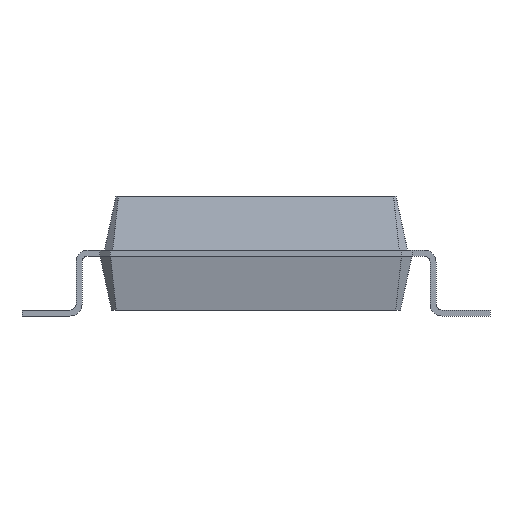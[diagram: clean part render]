
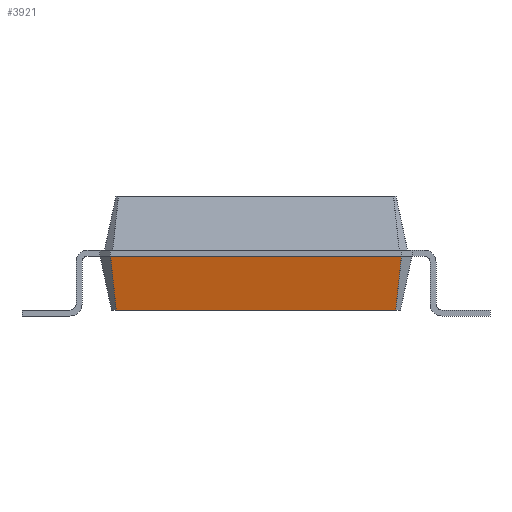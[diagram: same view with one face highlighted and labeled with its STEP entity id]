
A CAD part, left-side view. The second image highlights one B-rep face of the part: STEP entity #3921.
In plain terms, the highlighted free-form (B-spline) face has degree [1, 1] with [2, 2] control points.
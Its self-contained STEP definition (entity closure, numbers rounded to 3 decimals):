
#810 = PLANE('',#811);
#811 = AXIS2_PLACEMENT_3D('',#812,#813,#814);
#812 = CARTESIAN_POINT('',(-2.909,-2.329,0.1));
#813 = DIRECTION('',(0.,0.,1.));
#814 = DIRECTION('',(0.781,0.625,0.));
#837 = B_SPLINE_SURFACE_WITH_KNOTS('',1,1,(
    (#838,#839)
    ,(#840,#841
    )),.UNSPECIFIED.,.F.,.F.,.F.,(2,2),(2,2),(0.,0.247),(0.,1.)
  ,.PIECEWISE_BEZIER_KNOTS.);
#838 = CARTESIAN_POINT('',(-2.829,-2.409,0.1));
#839 = CARTESIAN_POINT('',(-2.925,-2.6,1.));
#840 = CARTESIAN_POINT('',(-2.909,-2.329,0.1));
#841 = CARTESIAN_POINT('',(-3.1,-2.425,1.));
#1641 = EDGE_CURVE('',#1642,#1644,#1646,.T.);
#1642 = VERTEX_POINT('',#1643);
#1643 = CARTESIAN_POINT('',(-2.909,-2.329,0.1));
#1644 = VERTEX_POINT('',#1645);
#1645 = CARTESIAN_POINT('',(-2.909,2.329,0.1));
#1646 = SURFACE_CURVE('',#1647,(#1651,#1658),.PCURVE_S1.);
#1647 = LINE('',#1648,#1649);
#1648 = CARTESIAN_POINT('',(-2.909,-2.329,0.1));
#1649 = VECTOR('',#1650,1.);
#1650 = DIRECTION('',(0.,1.,0.));
#1651 = PCURVE('',#810,#1652);
#1652 = DEFINITIONAL_REPRESENTATION('',(#1653),#1657);
#1653 = LINE('',#1654,#1655);
#1654 = CARTESIAN_POINT('',(0.,0.));
#1655 = VECTOR('',#1656,1.);
#1656 = DIRECTION('',(0.625,0.781));
#1657 = ( GEOMETRIC_REPRESENTATION_CONTEXT(2) 
PARAMETRIC_REPRESENTATION_CONTEXT() REPRESENTATION_CONTEXT('2D SPACE',''
  ) );
#1658 = PCURVE('',#1659,#1664);
#1659 = B_SPLINE_SURFACE_WITH_KNOTS('',1,1,(
    (#1660,#1661)
    ,(#1662,#1663
    )),.UNSPECIFIED.,.F.,.F.,.F.,(2,2),(2,2),(0.,4.85),(0.,1.),
  .PIECEWISE_BEZIER_KNOTS.);
#1660 = CARTESIAN_POINT('',(-2.909,-2.329,0.1));
#1661 = CARTESIAN_POINT('',(-3.1,-2.425,1.));
#1662 = CARTESIAN_POINT('',(-2.909,2.329,0.1));
#1663 = CARTESIAN_POINT('',(-3.1,2.425,1.));
#1664 = DEFINITIONAL_REPRESENTATION('',(#1665),#1668);
#1665 = B_SPLINE_CURVE_WITH_KNOTS('',1,(#1666,#1667),.UNSPECIFIED.,.F.,
  .F.,(2,2),(0.,4.659),.PIECEWISE_BEZIER_KNOTS.);
#1666 = CARTESIAN_POINT('',(0.,0.));
#1667 = CARTESIAN_POINT('',(4.85,0.));
#1668 = ( GEOMETRIC_REPRESENTATION_CONTEXT(2) 
PARAMETRIC_REPRESENTATION_CONTEXT() REPRESENTATION_CONTEXT('2D SPACE',''
  ) );
#1686 = B_SPLINE_SURFACE_WITH_KNOTS('',1,1,(
    (#1687,#1688)
    ,(#1689,#1690
    )),.UNSPECIFIED.,.F.,.F.,.F.,(2,2),(2,2),(0.,0.247),(0.,1.)
  ,.PIECEWISE_BEZIER_KNOTS.);
#1687 = CARTESIAN_POINT('',(-2.909,2.329,0.1));
#1688 = CARTESIAN_POINT('',(-3.1,2.425,1.));
#1689 = CARTESIAN_POINT('',(-2.829,2.409,0.1));
#1690 = CARTESIAN_POINT('',(-2.925,2.6,1.));
#1876 = EDGE_CURVE('',#1642,#1877,#1879,.T.);
#1877 = VERTEX_POINT('',#1878);
#1878 = CARTESIAN_POINT('',(-3.1,-2.425,1.));
#1879 = SURFACE_CURVE('',#1880,(#1883,#1890),.PCURVE_S1.);
#1880 = B_SPLINE_CURVE_WITH_KNOTS('',1,(#1881,#1882),.UNSPECIFIED.,.F.,
  .F.,(2,2),(0.,1.),.PIECEWISE_BEZIER_KNOTS.);
#1881 = CARTESIAN_POINT('',(-2.909,-2.329,0.1));
#1882 = CARTESIAN_POINT('',(-3.1,-2.425,1.));
#1883 = PCURVE('',#837,#1884);
#1884 = DEFINITIONAL_REPRESENTATION('',(#1885),#1889);
#1885 = LINE('',#1886,#1887);
#1886 = CARTESIAN_POINT('',(0.247,0.));
#1887 = VECTOR('',#1888,1.);
#1888 = DIRECTION('',(0.,1.));
#1889 = ( GEOMETRIC_REPRESENTATION_CONTEXT(2) 
PARAMETRIC_REPRESENTATION_CONTEXT() REPRESENTATION_CONTEXT('2D SPACE',''
  ) );
#1890 = PCURVE('',#1659,#1891);
#1891 = DEFINITIONAL_REPRESENTATION('',(#1892),#1896);
#1892 = LINE('',#1893,#1894);
#1893 = CARTESIAN_POINT('',(0.,0.));
#1894 = VECTOR('',#1895,1.);
#1895 = DIRECTION('',(0.,1.));
#1896 = ( GEOMETRIC_REPRESENTATION_CONTEXT(2) 
PARAMETRIC_REPRESENTATION_CONTEXT() REPRESENTATION_CONTEXT('2D SPACE',''
  ) );
#3921 = ADVANCED_FACE('',(#3922),#1659,.F.);
#3922 = FACE_BOUND('',#3923,.F.);
#3923 = EDGE_LOOP('',(#3924,#3925,#3947,#3973));
#3924 = ORIENTED_EDGE('',*,*,#1641,.T.);
#3925 = ORIENTED_EDGE('',*,*,#3926,.T.);
#3926 = EDGE_CURVE('',#1644,#3927,#3929,.T.);
#3927 = VERTEX_POINT('',#3928);
#3928 = CARTESIAN_POINT('',(-3.1,2.425,1.));
#3929 = SURFACE_CURVE('',#3930,(#3933,#3940),.PCURVE_S1.);
#3930 = B_SPLINE_CURVE_WITH_KNOTS('',1,(#3931,#3932),.UNSPECIFIED.,.F.,
  .F.,(2,2),(0.,1.),.PIECEWISE_BEZIER_KNOTS.);
#3931 = CARTESIAN_POINT('',(-2.909,2.329,0.1));
#3932 = CARTESIAN_POINT('',(-3.1,2.425,1.));
#3933 = PCURVE('',#1659,#3934);
#3934 = DEFINITIONAL_REPRESENTATION('',(#3935),#3939);
#3935 = LINE('',#3936,#3937);
#3936 = CARTESIAN_POINT('',(4.85,0.));
#3937 = VECTOR('',#3938,1.);
#3938 = DIRECTION('',(0.,1.));
#3939 = ( GEOMETRIC_REPRESENTATION_CONTEXT(2) 
PARAMETRIC_REPRESENTATION_CONTEXT() REPRESENTATION_CONTEXT('2D SPACE',''
  ) );
#3940 = PCURVE('',#1686,#3941);
#3941 = DEFINITIONAL_REPRESENTATION('',(#3942),#3946);
#3942 = LINE('',#3943,#3944);
#3943 = CARTESIAN_POINT('',(0.,0.));
#3944 = VECTOR('',#3945,1.);
#3945 = DIRECTION('',(0.,1.));
#3946 = ( GEOMETRIC_REPRESENTATION_CONTEXT(2) 
PARAMETRIC_REPRESENTATION_CONTEXT() REPRESENTATION_CONTEXT('2D SPACE',''
  ) );
#3947 = ORIENTED_EDGE('',*,*,#3948,.F.);
#3948 = EDGE_CURVE('',#1877,#3927,#3949,.T.);
#3949 = SURFACE_CURVE('',#3950,(#3954,#3961),.PCURVE_S1.);
#3950 = LINE('',#3951,#3952);
#3951 = CARTESIAN_POINT('',(-3.1,-2.425,1.));
#3952 = VECTOR('',#3953,1.);
#3953 = DIRECTION('',(0.,1.,0.));
#3954 = PCURVE('',#1659,#3955);
#3955 = DEFINITIONAL_REPRESENTATION('',(#3956),#3960);
#3956 = LINE('',#3957,#3958);
#3957 = CARTESIAN_POINT('',(0.,1.));
#3958 = VECTOR('',#3959,1.);
#3959 = DIRECTION('',(1.,0.));
#3960 = ( GEOMETRIC_REPRESENTATION_CONTEXT(2) 
PARAMETRIC_REPRESENTATION_CONTEXT() REPRESENTATION_CONTEXT('2D SPACE',''
  ) );
#3961 = PCURVE('',#3962,#3967);
#3962 = PLANE('',#3963);
#3963 = AXIS2_PLACEMENT_3D('',#3964,#3965,#3966);
#3964 = CARTESIAN_POINT('',(-3.1,-2.425,1.1));
#3965 = DIRECTION('',(1.,0.,0.));
#3966 = DIRECTION('',(0.,1.,0.));
#3967 = DEFINITIONAL_REPRESENTATION('',(#3968),#3972);
#3968 = LINE('',#3969,#3970);
#3969 = CARTESIAN_POINT('',(0.,-0.1));
#3970 = VECTOR('',#3971,1.);
#3971 = DIRECTION('',(1.,0.));
#3972 = ( GEOMETRIC_REPRESENTATION_CONTEXT(2) 
PARAMETRIC_REPRESENTATION_CONTEXT() REPRESENTATION_CONTEXT('2D SPACE',''
  ) );
#3973 = ORIENTED_EDGE('',*,*,#1876,.F.);
